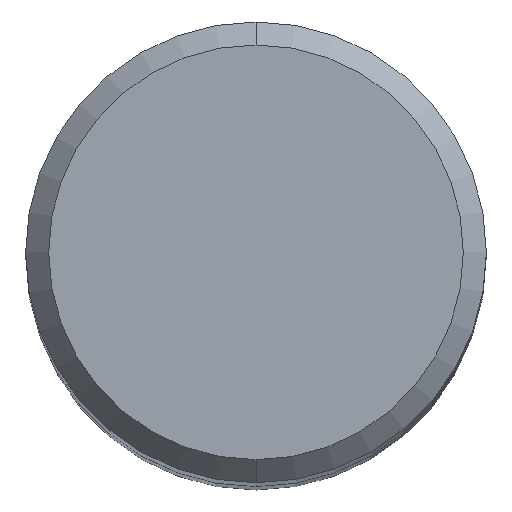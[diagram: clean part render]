
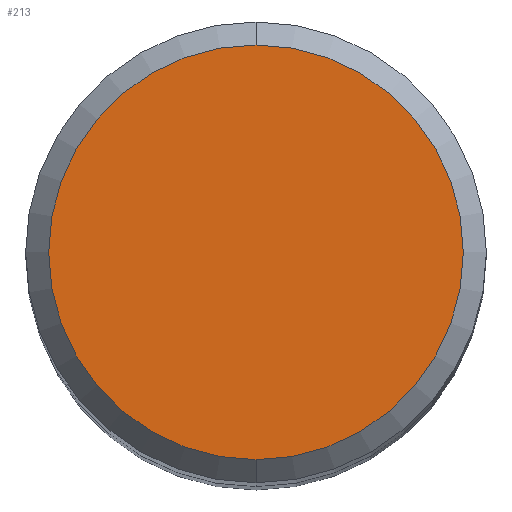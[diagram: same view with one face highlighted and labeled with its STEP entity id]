
A CAD part, top view. The second image highlights one B-rep face of the part: STEP entity #213.
In plain terms, the highlighted planar face has unit normal (0, 0, 1).
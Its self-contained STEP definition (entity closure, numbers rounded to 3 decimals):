
#137=VERTEX_POINT('',#291);
#153=EDGE_CURVE('',#137,#181,#309,.T.);
#169=EDGE_CURVE('',#181,#137,#326,.T.);
#181=VERTEX_POINT('',#339);
#213=ADVANCED_FACE('',(#377),#378,.T.);
#291=CARTESIAN_POINT('',(0.0,3.6,0.0));
#309=CIRCLE('',#483,3.6);
#326=CIRCLE('',#508,3.6);
#339=CARTESIAN_POINT('',(0.,-3.6,0.0));
#377=FACE_OUTER_BOUND('',#573,.T.);
#378=PLANE('',#574);
#483=AXIS2_PLACEMENT_3D('',#658,#659,#660);
#508=AXIS2_PLACEMENT_3D('',#678,#679,#680);
#573=EDGE_LOOP('',(#756,#757));
#574=AXIS2_PLACEMENT_3D('',#758,#759,#760);
#658=CARTESIAN_POINT('',(0.0,0.0,0.0));
#659=DIRECTION('',(0.0,0.0,-1.0));
#660=DIRECTION('',(0.0,1.0,0.0));
#678=CARTESIAN_POINT('',(0.0,0.0,0.0));
#679=DIRECTION('',(0.0,0.0,-1.0));
#680=DIRECTION('',(0.0,1.0,0.0));
#756=ORIENTED_EDGE('',*,*,#153,.F.);
#757=ORIENTED_EDGE('',*,*,#169,.F.);
#758=CARTESIAN_POINT('',(0.0,1.8,0.0));
#759=DIRECTION('',(-0.0,0.0,1.0));
#760=DIRECTION('',(0.0,-1.0,0.0));
